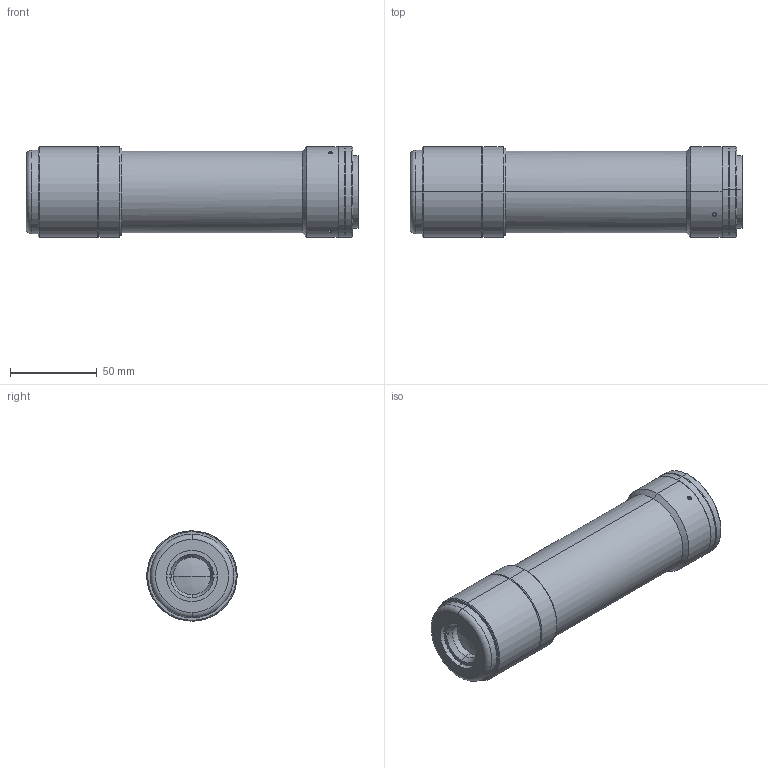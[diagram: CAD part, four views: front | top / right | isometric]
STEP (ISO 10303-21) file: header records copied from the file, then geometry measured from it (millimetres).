
FILE_DESCRIPTION (( 'STEP AP203' ), '1' );
FILE_NAME ('DP23010-B_MC4K125X-N.step', '2022-01-04T11:49:56', ( '' ), ( '' ), 'SwSTEP 2.0', 'SolidWorks 2021', '' );
FILE_SCHEMA (( 'CONFIG_CONTROL_DESIGN' ));
Length unit declared in the file: millimetre
Products named in the file (1): DP23010-B_MC4K125X-N
Bounding box: 191.1 x 52 x 52 mm (x, y, z)
Surface area: 44964.8 mm2 (no closed solid volume)
Topology: 0 solids, 15 shells, 98 faces, 275 edges, 191 vertices
Faces by surface type: plane 37, cylinder 35, cone 22, sphere 2, torus 2
Entity records: 3659 total; most frequent: CARTESIAN_POINT 1032, DIRECTION 570, ORIENTED_EDGE 440, EDGE_CURVE 275, AXIS2_PLACEMENT_3D 219, VERTEX_POINT 191, LINE 132, VECTOR 132
